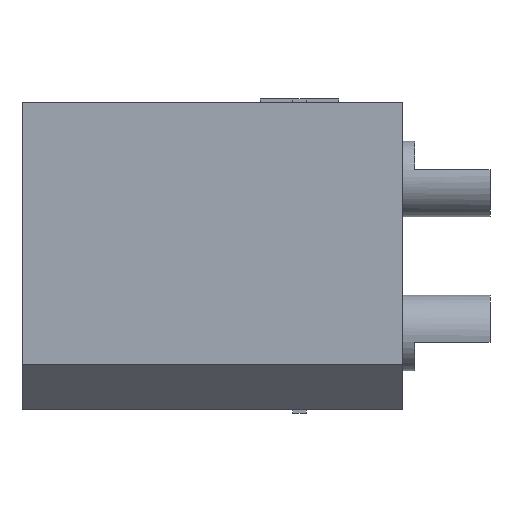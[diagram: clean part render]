
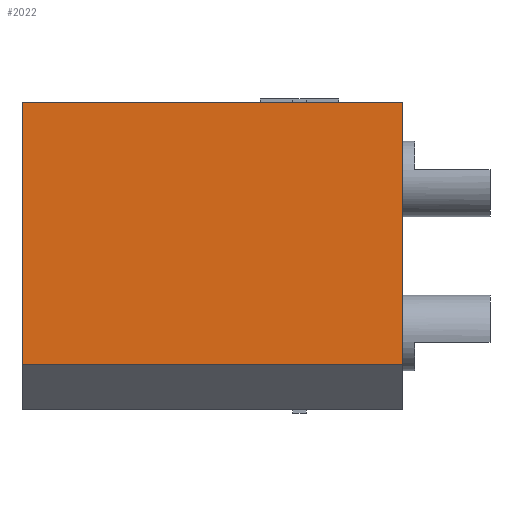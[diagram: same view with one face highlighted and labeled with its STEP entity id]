
A CAD part, left-side view. The second image highlights one B-rep face of the part: STEP entity #2022.
In plain terms, the highlighted planar face has unit normal (-1, 0, 0).
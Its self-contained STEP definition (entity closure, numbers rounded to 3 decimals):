
#114 = CARTESIAN_POINT ( 'NONE',  ( -2.6, 12.6, -3.6 ) ) ;
#242 = ORIENTED_EDGE ( 'NONE', *, *, #5864, .T. ) ;
#243 = CARTESIAN_POINT ( 'NONE',  ( -2.6, 0., -3.6 ) ) ;
#284 = ORIENTED_EDGE ( 'NONE', *, *, #6761, .T. ) ;
#332 = EDGE_CURVE ( 'NONE', #3431, #5253, #692, .T. ) ;
#363 = ORIENTED_EDGE ( 'NONE', *, *, #332, .F. ) ;
#455 = CARTESIAN_POINT ( 'NONE',  ( -2.6, 0., -3.6 ) ) ;
#691 = VECTOR ( 'NONE', #2456, 1000. ) ;
#692 = LINE ( 'NONE', #114, #691 ) ;
#1668 = VECTOR ( 'NONE', #3045, 1000. ) ;
#2022 = ADVANCED_FACE ( 'NONE', ( #4417 ), #3795, .F. ) ;
#2269 = VERTEX_POINT ( 'NONE', #6474 ) ;
#2456 = DIRECTION ( 'NONE',  ( 0., 0., 1. ) ) ;
#2610 = DIRECTION ( 'NONE',  ( 0., 0., -1. ) ) ;
#2640 = LINE ( 'NONE', #6750, #3969 ) ;
#2721 = CARTESIAN_POINT ( 'NONE',  ( -2.6, 12.6, -3.6 ) ) ;
#2736 = EDGE_LOOP ( 'NONE', ( #284, #5068, #363, #242 ) ) ;
#3045 = DIRECTION ( 'NONE',  ( 0., -1., 0. ) ) ;
#3431 = VERTEX_POINT ( 'NONE', #4349 ) ;
#3795 = PLANE ( 'NONE',  #4484 ) ;
#3826 = DIRECTION ( 'NONE',  ( 0., -1., 0. ) ) ;
#3969 = VECTOR ( 'NONE', #3826, 1000. ) ;
#4150 = VECTOR ( 'NONE', #5145, 1000. ) ;
#4273 = LINE ( 'NONE', #4350, #1668 ) ;
#4349 = CARTESIAN_POINT ( 'NONE',  ( -2.6, 12.6, -3.6 ) ) ;
#4350 = CARTESIAN_POINT ( 'NONE',  ( -2.6, 12.6, 5.1 ) ) ;
#4417 = FACE_OUTER_BOUND ( 'NONE', #2736, .T. ) ;
#4484 = AXIS2_PLACEMENT_3D ( 'NONE', #2721, #5523, #2610 ) ;
#4516 = EDGE_CURVE ( 'NONE', #5253, #2269, #4273, .T. ) ;
#5068 = ORIENTED_EDGE ( 'NONE', *, *, #4516, .F. ) ;
#5145 = DIRECTION ( 'NONE',  ( 0., 0., 1. ) ) ;
#5253 = VERTEX_POINT ( 'NONE', #5423 ) ;
#5423 = CARTESIAN_POINT ( 'NONE',  ( -2.6, 12.6, 5.1 ) ) ;
#5523 = DIRECTION ( 'NONE',  ( 1., 0., 0. ) ) ;
#5864 = EDGE_CURVE ( 'NONE', #3431, #6743, #2640, .T. ) ;
#6474 = CARTESIAN_POINT ( 'NONE',  ( -2.6, 0., 5.1 ) ) ;
#6743 = VERTEX_POINT ( 'NONE', #243 ) ;
#6750 = CARTESIAN_POINT ( 'NONE',  ( -2.6, 12.6, -3.6 ) ) ;
#6761 = EDGE_CURVE ( 'NONE', #6743, #2269, #7392, .T. ) ;
#7392 = LINE ( 'NONE', #455, #4150 ) ;
